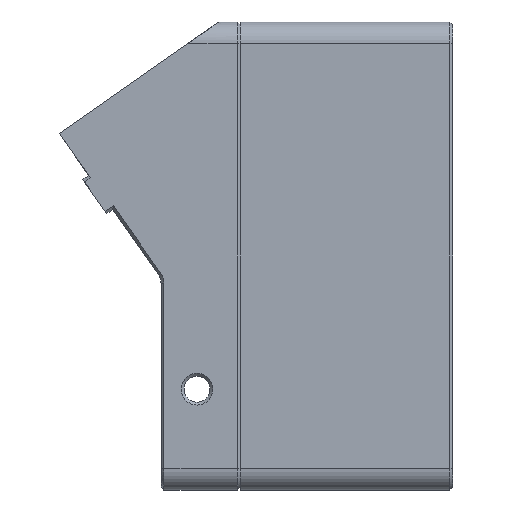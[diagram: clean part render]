
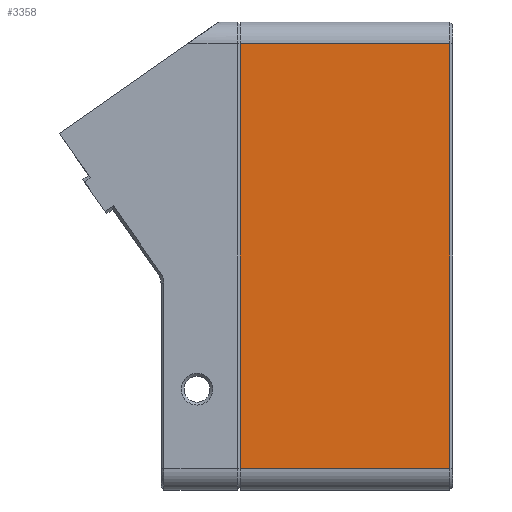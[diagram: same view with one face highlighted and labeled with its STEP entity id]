
A CAD part, left-side view. The second image highlights one B-rep face of the part: STEP entity #3358.
In plain terms, the highlighted planar face has unit normal (-1, 0, 0).
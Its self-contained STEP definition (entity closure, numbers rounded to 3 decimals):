
#436=FACE_OUTER_BOUND('',#641,.T.);
#641=EDGE_LOOP('',(#2945,#2946,#2947,#2948));
#901=LINE('',#5557,#1236);
#964=LINE('',#5734,#1299);
#978=LINE('',#5776,#1313);
#979=LINE('',#5778,#1314);
#1236=VECTOR('',#4394,10.);
#1299=VECTOR('',#4551,10.);
#1313=VECTOR('',#4601,10.);
#1314=VECTOR('',#4604,10.);
#1547=VERTEX_POINT('',#5554);
#1548=VERTEX_POINT('',#5556);
#1612=VERTEX_POINT('',#5727);
#1615=VERTEX_POINT('',#5732);
#1972=EDGE_CURVE('',#1547,#1548,#901,.T.);
#2061=EDGE_CURVE('',#1615,#1612,#964,.T.);
#2083=EDGE_CURVE('',#1612,#1547,#978,.T.);
#2084=EDGE_CURVE('',#1548,#1615,#979,.T.);
#2945=ORIENTED_EDGE('',*,*,#2061,.F.);
#2946=ORIENTED_EDGE('',*,*,#2084,.F.);
#2947=ORIENTED_EDGE('',*,*,#1972,.F.);
#2948=ORIENTED_EDGE('',*,*,#2083,.F.);
#3184=PLANE('',#3677);
#3358=ADVANCED_FACE('',(#436),#3184,.T.);
#3677=AXIS2_PLACEMENT_3D('',#5777,#4602,#4603);
#4394=DIRECTION('',(0.,0.,1.));
#4551=DIRECTION('',(0.,0.,-1.));
#4601=DIRECTION('',(0.,1.,0.));
#4602=DIRECTION('center_axis',(-1.,0.,0.));
#4603=DIRECTION('ref_axis',(0.,0.,-1.));
#4604=DIRECTION('',(0.,-1.,0.));
#5554=CARTESIAN_POINT('',(-76.,0.,0.5));
#5556=CARTESIAN_POINT('',(-76.,0.,59.5));
#5557=CARTESIAN_POINT('',(-76.,0.,-2.5));
#5727=CARTESIAN_POINT('',(-76.,-29.1,0.5));
#5732=CARTESIAN_POINT('',(-76.,-29.1,59.5));
#5734=CARTESIAN_POINT('',(-76.,-29.1,46.25));
#5776=CARTESIAN_POINT('',(-76.,0.,0.5));
#5777=CARTESIAN_POINT('Origin',(-76.,0.,62.5));
#5778=CARTESIAN_POINT('',(-76.,0.,59.5));
